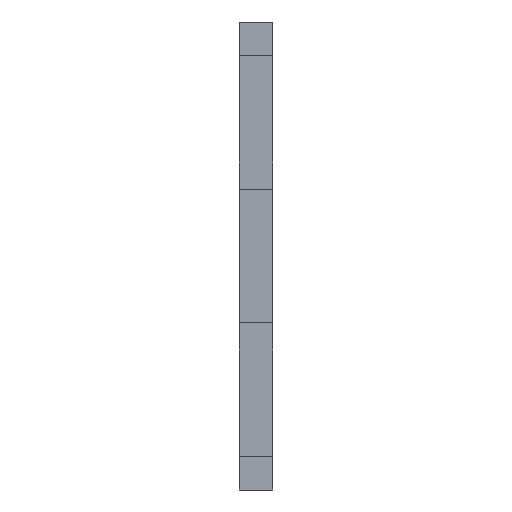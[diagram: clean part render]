
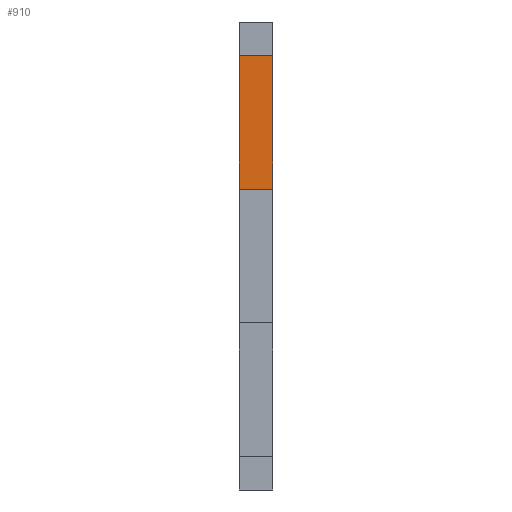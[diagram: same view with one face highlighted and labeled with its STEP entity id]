
A CAD part, left-side view. The second image highlights one B-rep face of the part: STEP entity #910.
In plain terms, the highlighted planar face has unit normal (-1, 0, 0).
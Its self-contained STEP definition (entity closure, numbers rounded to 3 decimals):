
#24=PLANE('',#966);
#70=FACE_OUTER_BOUND('',#116,.T.);
#116=EDGE_LOOP('',(#669,#670,#671,#672));
#176=LINE('',#1294,#300);
#177=LINE('',#1297,#301);
#178=LINE('',#1299,#302);
#179=LINE('',#1300,#303);
#300=VECTOR('',#1058,3.);
#301=VECTOR('',#1061,12.);
#302=VECTOR('',#1062,12.);
#303=VECTOR('',#1063,3.);
#429=VERTEX_POINT('',#1287);
#432=VERTEX_POINT('',#1292);
#433=VERTEX_POINT('',#1296);
#434=VERTEX_POINT('',#1298);
#528=EDGE_CURVE('',#429,#432,#176,.T.);
#529=EDGE_CURVE('',#433,#429,#177,.T.);
#530=EDGE_CURVE('',#434,#432,#178,.T.);
#531=EDGE_CURVE('',#433,#434,#179,.T.);
#669=ORIENTED_EDGE('',*,*,#529,.T.);
#670=ORIENTED_EDGE('',*,*,#528,.T.);
#671=ORIENTED_EDGE('',*,*,#530,.F.);
#672=ORIENTED_EDGE('',*,*,#531,.F.);
#910=ADVANCED_FACE('',(#70),#24,.T.);
#966=AXIS2_PLACEMENT_3D('',#1295,#1059,#1060);
#1058=DIRECTION('',(0.,1.,0.));
#1059=DIRECTION('center_axis',(-1.,0.,0.));
#1060=DIRECTION('ref_axis',(0.,0.,1.));
#1061=DIRECTION('',(0.,0.,1.));
#1062=DIRECTION('',(0.,0.,1.));
#1063=DIRECTION('',(0.,1.,0.));
#1287=CARTESIAN_POINT('',(-147.218,0.,0.));
#1292=CARTESIAN_POINT('',(-147.218,3.,0.));
#1294=CARTESIAN_POINT('',(-147.218,0.,0.));
#1295=CARTESIAN_POINT('Origin',(-147.218,0.,-12.));
#1296=CARTESIAN_POINT('',(-147.218,0.,-12.));
#1297=CARTESIAN_POINT('',(-147.218,0.,-12.));
#1298=CARTESIAN_POINT('',(-147.218,3.,-12.));
#1299=CARTESIAN_POINT('',(-147.218,3.,-12.));
#1300=CARTESIAN_POINT('',(-147.218,0.,-12.));
